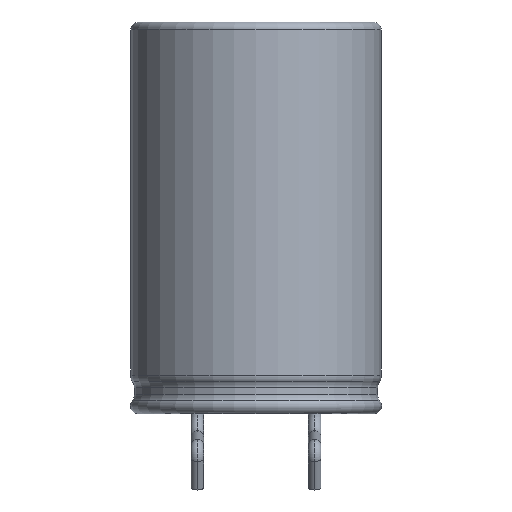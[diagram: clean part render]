
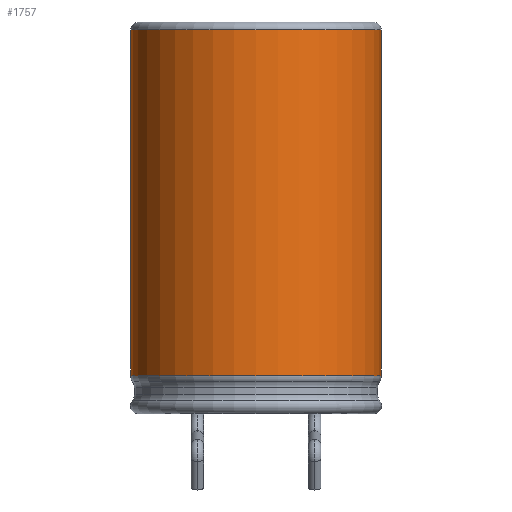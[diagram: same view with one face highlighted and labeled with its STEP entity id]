
A CAD part, top view. The second image highlights one B-rep face of the part: STEP entity #1757.
In plain terms, the highlighted cylindrical face has radius 8 mm (diameter 16 mm), a partial arc.
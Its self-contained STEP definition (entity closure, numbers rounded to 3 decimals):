
#58 = VERTEX_POINT ( 'NONE', #701 ) ;
#74 = EDGE_LOOP ( 'NONE', ( #1417, #474, #369, #2253 ) ) ;
#183 = FACE_OUTER_BOUND ( 'NONE', #74, .T. ) ;
#254 = LINE ( 'NONE', #998, #1120 ) ;
#266 = DIRECTION ( 'NONE',  ( 0., -1., 0. ) ) ;
#369 = ORIENTED_EDGE ( 'NONE', *, *, #2072, .F. ) ;
#435 = VERTEX_POINT ( 'NONE', #1377 ) ;
#474 = ORIENTED_EDGE ( 'NONE', *, *, #1892, .T. ) ;
#510 = CARTESIAN_POINT ( 'NONE',  ( -8., 24.5, 0. ) ) ;
#529 = EDGE_CURVE ( 'NONE', #1649, #58, #1818, .T. ) ;
#561 = AXIS2_PLACEMENT_3D ( 'NONE', #2102, #1888, #1368 ) ;
#684 = VECTOR ( 'NONE', #1279, 1000. ) ;
#692 = AXIS2_PLACEMENT_3D ( 'NONE', #1324, #2232, #1292 ) ;
#701 = CARTESIAN_POINT ( 'NONE',  ( 8., 2.408, 0. ) ) ;
#764 = CIRCLE ( 'NONE', #2143, 8. ) ;
#846 = DIRECTION ( 'NONE',  ( 1., 0., 0. ) ) ;
#949 = CIRCLE ( 'NONE', #561, 8. ) ;
#998 = CARTESIAN_POINT ( 'NONE',  ( -8., 25., 0. ) ) ;
#1043 = CARTESIAN_POINT ( 'NONE',  ( 8., 24.5, 0. ) ) ;
#1120 = VECTOR ( 'NONE', #266, 1000. ) ;
#1136 = EDGE_CURVE ( 'NONE', #1649, #2024, #949, .T. ) ;
#1279 = DIRECTION ( 'NONE',  ( 0., -1., 0. ) ) ;
#1283 = CYLINDRICAL_SURFACE ( 'NONE', #692, 8. ) ;
#1292 = DIRECTION ( 'NONE',  ( 1., 0., 0. ) ) ;
#1324 = CARTESIAN_POINT ( 'NONE',  ( 0., 25., 0. ) ) ;
#1368 = DIRECTION ( 'NONE',  ( -1., 0., 0. ) ) ;
#1377 = CARTESIAN_POINT ( 'NONE',  ( -8., 2.408, 0. ) ) ;
#1417 = ORIENTED_EDGE ( 'NONE', *, *, #1136, .T. ) ;
#1622 = CARTESIAN_POINT ( 'NONE',  ( 0., 2.408, 0. ) ) ;
#1649 = VERTEX_POINT ( 'NONE', #1043 ) ;
#1757 = ADVANCED_FACE ( 'NONE', ( #183 ), #1283, .T. ) ;
#1818 = LINE ( 'NONE', #2192, #684 ) ;
#1888 = DIRECTION ( 'NONE',  ( 0., -1., 0. ) ) ;
#1892 = EDGE_CURVE ( 'NONE', #2024, #435, #254, .T. ) ;
#2024 = VERTEX_POINT ( 'NONE', #510 ) ;
#2072 = EDGE_CURVE ( 'NONE', #58, #435, #764, .T. ) ;
#2102 = CARTESIAN_POINT ( 'NONE',  ( 0., 24.5, 0. ) ) ;
#2143 = AXIS2_PLACEMENT_3D ( 'NONE', #1622, #2386, #846 ) ;
#2192 = CARTESIAN_POINT ( 'NONE',  ( 8., 25., 0. ) ) ;
#2232 = DIRECTION ( 'NONE',  ( 0., -1., 0. ) ) ;
#2253 = ORIENTED_EDGE ( 'NONE', *, *, #529, .F. ) ;
#2386 = DIRECTION ( 'NONE',  ( 0., -1., 0. ) ) ;
